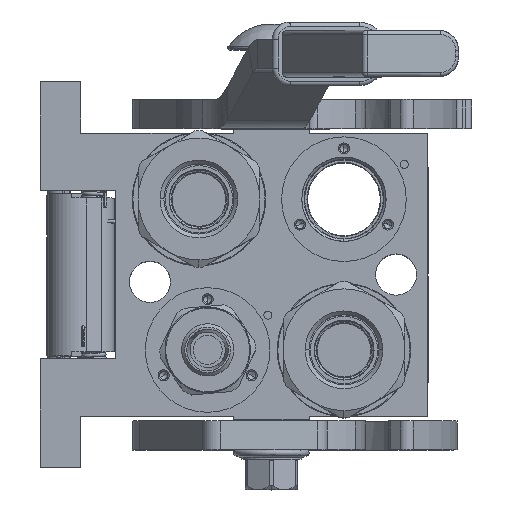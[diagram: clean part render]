
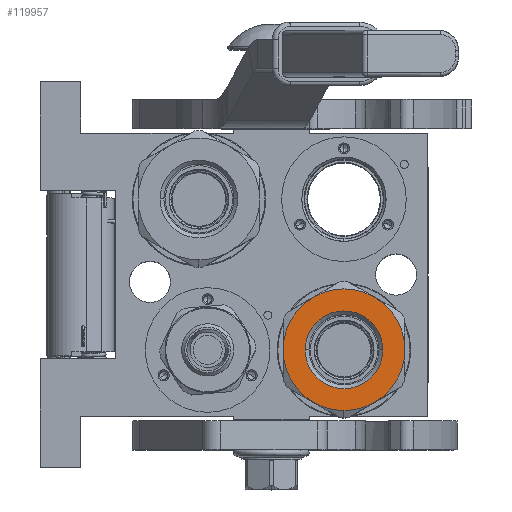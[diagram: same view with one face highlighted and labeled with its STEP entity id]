
A CAD part, top view. The second image highlights one B-rep face of the part: STEP entity #119957.
In plain terms, the highlighted face is planar.
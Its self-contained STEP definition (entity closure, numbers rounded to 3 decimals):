
#127 = EDGE_CURVE ( 'NONE', #124182, #111530, #70393, .T. ) ;
#4039 = CIRCLE ( 'NONE', #118282, 21. ) ;
#5402 = EDGE_LOOP ( 'NONE', ( #8693, #14787, #77317, #99469, #116453, #91815, #103834 ) ) ;
#8027 = EDGE_LOOP ( 'NONE', ( #95620, #23461 ) ) ;
#8693 = ORIENTED_EDGE ( 'NONE', *, *, #102438, .T. ) ;
#13192 = CIRCLE ( 'NONE', #86346, 21. ) ;
#13674 = DIRECTION ( 'NONE',  ( 1., 0., 0. ) ) ;
#14562 = CIRCLE ( 'NONE', #81551, 13.4 ) ;
#14787 = ORIENTED_EDGE ( 'NONE', *, *, #127, .T. ) ;
#17508 = DIRECTION ( 'NONE',  ( 0., -1., 0. ) ) ;
#18001 = DIRECTION ( 'NONE',  ( -1., 0., 0. ) ) ;
#20487 = CARTESIAN_POINT ( 'NONE',  ( 100.6, 0., 0. ) ) ;
#21176 = DIRECTION ( 'NONE',  ( 0., 0.5, 0.866 ) ) ;
#23461 = ORIENTED_EDGE ( 'NONE', *, *, #144710, .T. ) ;
#25812 = VERTEX_POINT ( 'NONE', #69059 ) ;
#27153 = CARTESIAN_POINT ( 'NONE',  ( 100.6, 10.5, 18.187 ) ) ;
#27850 = EDGE_CURVE ( 'NONE', #72495, #63180, #4039, .T. ) ;
#28512 = DIRECTION ( 'NONE',  ( 1., 0., 0. ) ) ;
#32217 = CIRCLE ( 'NONE', #106052, 21. ) ;
#32751 = DIRECTION ( 'NONE',  ( 1., 0., 0. ) ) ;
#35412 = AXIS2_PLACEMENT_3D ( 'NONE', #115746, #13674, #58653 ) ;
#37615 = DIRECTION ( 'NONE',  ( 0., 1., 0. ) ) ;
#39098 = DIRECTION ( 'NONE',  ( -1., 0., 0. ) ) ;
#39627 = DIRECTION ( 'NONE',  ( -1., 0., 0. ) ) ;
#41129 = CARTESIAN_POINT ( 'NONE',  ( 100.6, 10.5, -18.187 ) ) ;
#44701 = FACE_BOUND ( 'NONE', #8027, .T. ) ;
#50660 = VERTEX_POINT ( 'NONE', #68421 ) ;
#53110 = CIRCLE ( 'NONE', #105889, 21. ) ;
#53395 = CIRCLE ( 'NONE', #126962, 21. ) ;
#55609 = AXIS2_PLACEMENT_3D ( 'NONE', #57784, #116346, #81368 ) ;
#56183 = VERTEX_POINT ( 'NONE', #27153 ) ;
#56922 = CIRCLE ( 'NONE', #35412, 21. ) ;
#57784 = CARTESIAN_POINT ( 'NONE',  ( 100.6, 0., 0. ) ) ;
#58653 = DIRECTION ( 'NONE',  ( 0., 0.5, 0.866 ) ) ;
#60585 = EDGE_CURVE ( 'NONE', #111530, #63180, #53395, .T. ) ;
#62999 = CARTESIAN_POINT ( 'NONE',  ( 100.6, 0., 0. ) ) ;
#63180 = VERTEX_POINT ( 'NONE', #41129 ) ;
#67036 = CARTESIAN_POINT ( 'NONE',  ( 100.6, -21., 0. ) ) ;
#67891 = EDGE_CURVE ( 'NONE', #50660, #25812, #14562, .T. ) ;
#68421 = CARTESIAN_POINT ( 'NONE',  ( 100.6, -13.4, 0. ) ) ;
#69059 = CARTESIAN_POINT ( 'NONE',  ( 100.6, 13.4, 0. ) ) ;
#69821 = PLANE ( 'NONE',  #55609 ) ;
#70393 = CIRCLE ( 'NONE', #107741, 21. ) ;
#71235 = VERTEX_POINT ( 'NONE', #98249 ) ;
#71636 = FACE_OUTER_BOUND ( 'NONE', #5402, .T. ) ;
#72495 = VERTEX_POINT ( 'NONE', #130899 ) ;
#73207 = CARTESIAN_POINT ( 'NONE',  ( 100.6, 0., 0. ) ) ;
#77317 = ORIENTED_EDGE ( 'NONE', *, *, #60585, .T. ) ;
#77744 = CARTESIAN_POINT ( 'NONE',  ( 100.6, 0., 0. ) ) ;
#81368 = DIRECTION ( 'NONE',  ( 0., 0., 1. ) ) ;
#81551 = AXIS2_PLACEMENT_3D ( 'NONE', #132148, #18001, #17508 ) ;
#82144 = EDGE_CURVE ( 'NONE', #56183, #88492, #32217, .T. ) ;
#82976 = AXIS2_PLACEMENT_3D ( 'NONE', #130257, #39098, #37615 ) ;
#86090 = DIRECTION ( 'NONE',  ( 0., -1., 0. ) ) ;
#86346 = AXIS2_PLACEMENT_3D ( 'NONE', #77744, #146388, #21176 ) ;
#86906 = EDGE_CURVE ( 'NONE', #56183, #72495, #13192, .T. ) ;
#88492 = VERTEX_POINT ( 'NONE', #96437 ) ;
#88576 = DIRECTION ( 'NONE',  ( 1., 0., 0. ) ) ;
#91753 = CARTESIAN_POINT ( 'NONE',  ( 100.6, 0., 0. ) ) ;
#91815 = ORIENTED_EDGE ( 'NONE', *, *, #82144, .T. ) ;
#95620 = ORIENTED_EDGE ( 'NONE', *, *, #67891, .T. ) ;
#96437 = CARTESIAN_POINT ( 'NONE',  ( 100.6, 0., 21. ) ) ;
#97049 = CIRCLE ( 'NONE', #82976, 13.4 ) ;
#97088 = DIRECTION ( 'NONE',  ( 1., 0., 0. ) ) ;
#98063 = DIRECTION ( 'NONE',  ( 0., -0.5, -0.866 ) ) ;
#98249 = CARTESIAN_POINT ( 'NONE',  ( 100.6, -10.5, 18.187 ) ) ;
#99469 = ORIENTED_EDGE ( 'NONE', *, *, #27850, .F. ) ;
#102438 = EDGE_CURVE ( 'NONE', #71235, #124182, #53110, .T. ) ;
#103834 = ORIENTED_EDGE ( 'NONE', *, *, #147090, .T. ) ;
#103925 = CARTESIAN_POINT ( 'NONE',  ( 100.6, -10.5, -18.187 ) ) ;
#105889 = AXIS2_PLACEMENT_3D ( 'NONE', #20487, #88576, #134658 ) ;
#106052 = AXIS2_PLACEMENT_3D ( 'NONE', #91753, #32751, #112811 ) ;
#107741 = AXIS2_PLACEMENT_3D ( 'NONE', #120607, #28512, #86090 ) ;
#111530 = VERTEX_POINT ( 'NONE', #103925 ) ;
#112811 = DIRECTION ( 'NONE',  ( 0., 0.5, 0.866 ) ) ;
#115746 = CARTESIAN_POINT ( 'NONE',  ( 100.6, 0., 0. ) ) ;
#116346 = DIRECTION ( 'NONE',  ( -1., 0., 0. ) ) ;
#116453 = ORIENTED_EDGE ( 'NONE', *, *, #86906, .F. ) ;
#118282 = AXIS2_PLACEMENT_3D ( 'NONE', #73207, #39627, #128825 ) ;
#119957 = ADVANCED_FACE ( 'NONE', ( #71636, #44701 ), #69821, .F. ) ;
#120607 = CARTESIAN_POINT ( 'NONE',  ( 100.6, 0., 0. ) ) ;
#124182 = VERTEX_POINT ( 'NONE', #67036 ) ;
#126962 = AXIS2_PLACEMENT_3D ( 'NONE', #62999, #97088, #98063 ) ;
#128825 = DIRECTION ( 'NONE',  ( 0., 1., 0. ) ) ;
#130257 = CARTESIAN_POINT ( 'NONE',  ( 100.6, 0., 0. ) ) ;
#130899 = CARTESIAN_POINT ( 'NONE',  ( 100.6, 21., 0. ) ) ;
#132148 = CARTESIAN_POINT ( 'NONE',  ( 100.6, 0., 0. ) ) ;
#134658 = DIRECTION ( 'NONE',  ( 0., -0.5, 0.866 ) ) ;
#144710 = EDGE_CURVE ( 'NONE', #25812, #50660, #97049, .T. ) ;
#146388 = DIRECTION ( 'NONE',  ( -1., 0., 0. ) ) ;
#147090 = EDGE_CURVE ( 'NONE', #88492, #71235, #56922, .T. ) ;
